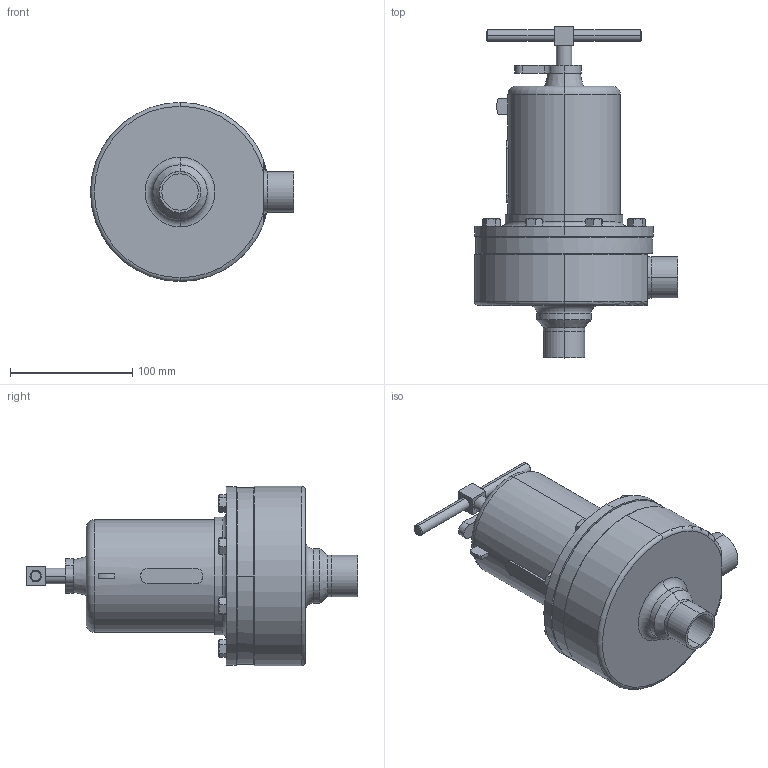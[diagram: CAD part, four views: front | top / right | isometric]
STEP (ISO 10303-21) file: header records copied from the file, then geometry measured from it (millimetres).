
FILE_DESCRIPTION (( 'STEP AP203' ), '1' );
FILE_NAME ('96ST-25.STEP', '2017-06-07T11:29:10', ( '' ), ( '' ), 'SwSTEP 2.0', 'SolidWorks 2014', '' );
FILE_SCHEMA (( 'CONFIG_CONTROL_DESIGN' ));
Length unit declared in the file: inch
Products named in the file (2): 96ST-25
Bounding box: 166.13 x 271.54 x 146.56 mm (x, y, z)
Volume: 1910816.8 mm3; surface area: 139611.5 mm2
Topology: 1 solids, 1 shells, 242 faces, 570 edges, 357 vertices
Faces by surface type: plane 93, cylinder 77, cone 63, torus 9
Entity records: 7629 total; most frequent: CARTESIAN_POINT 1849, DIRECTION 1190, ORIENTED_EDGE 1140, EDGE_CURVE 570, AXIS2_PLACEMENT_3D 480, VERTEX_POINT 357, EDGE_LOOP 301, ADVANCED_FACE 242
